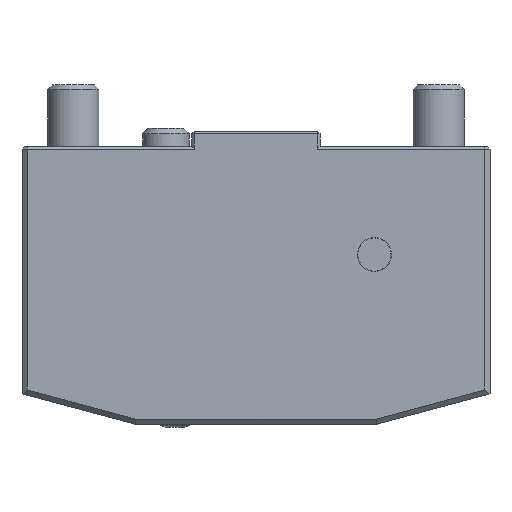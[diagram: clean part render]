
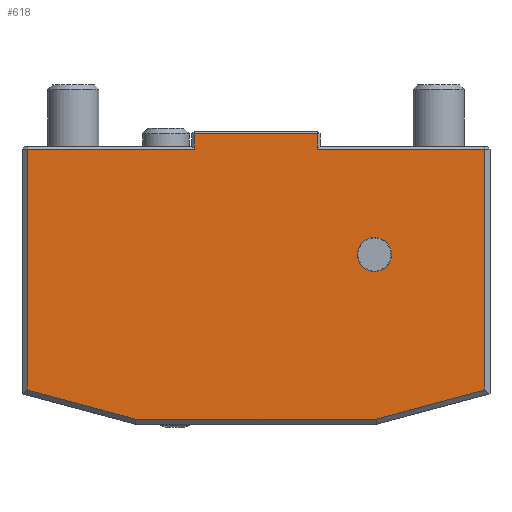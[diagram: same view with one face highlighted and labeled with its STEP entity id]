
A CAD part, left-side view. The second image highlights one B-rep face of the part: STEP entity #618.
In plain terms, the highlighted planar face has unit normal (-1, 0, 0).
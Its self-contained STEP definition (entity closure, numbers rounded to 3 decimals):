
#134=LINE('',#3567,#291);
#136=LINE('',#3571,#293);
#137=LINE('',#3573,#294);
#139=LINE('',#3577,#296);
#140=LINE('',#3579,#297);
#152=LINE('',#3609,#309);
#156=LINE('',#3617,#313);
#162=LINE('',#3629,#319);
#163=LINE('',#3631,#320);
#164=LINE('',#3633,#321);
#291=VECTOR('',#2714,1.);
#293=VECTOR('',#2718,1.);
#294=VECTOR('',#2721,1.);
#296=VECTOR('',#2725,1.);
#297=VECTOR('',#2728,1.);
#309=VECTOR('',#2764,1.);
#313=VECTOR('',#2770,1.);
#319=VECTOR('',#2782,1.);
#320=VECTOR('',#2783,1.);
#321=VECTOR('',#2784,1.);
#473=FACE_BOUND('',#984,.T.);
#474=FACE_BOUND('',#985,.T.);
#618=ADVANCED_FACE('',(#473,#474),#724,.F.);
#724=PLANE('',#2271);
#984=EDGE_LOOP('',(#1399));
#985=EDGE_LOOP('',(#1400,#1401,#1402,#1403,#1404,#1405,#1406,#1407,#1408,
#1409));
#1399=ORIENTED_EDGE('',*,*,#1911,.T.);
#1400=ORIENTED_EDGE('',*,*,#1910,.T.);
#1401=ORIENTED_EDGE('',*,*,#1909,.T.);
#1402=ORIENTED_EDGE('',*,*,#1924,.T.);
#1403=ORIENTED_EDGE('',*,*,#1934,.T.);
#1404=ORIENTED_EDGE('',*,*,#1935,.T.);
#1405=ORIENTED_EDGE('',*,*,#1936,.T.);
#1406=ORIENTED_EDGE('',*,*,#1928,.T.);
#1407=ORIENTED_EDGE('',*,*,#1907,.T.);
#1408=ORIENTED_EDGE('',*,*,#1906,.T.);
#1409=ORIENTED_EDGE('',*,*,#1904,.T.);
#1663=VERTEX_POINT('',#3487);
#1666=VERTEX_POINT('',#3499);
#1679=VERTEX_POINT('',#3544);
#1683=VERTEX_POINT('',#3553);
#1687=VERTEX_POINT('',#3570);
#1688=VERTEX_POINT('',#3576);
#1689=VERTEX_POINT('',#3582);
#1695=VERTEX_POINT('',#3610);
#1698=VERTEX_POINT('',#3618);
#1701=VERTEX_POINT('',#3630);
#1702=VERTEX_POINT('',#3632);
#1904=EDGE_CURVE('',#1663,#1666,#134,.T.);
#1906=EDGE_CURVE('',#1687,#1663,#136,.T.);
#1907=EDGE_CURVE('',#1683,#1687,#137,.T.);
#1909=EDGE_CURVE('',#1688,#1679,#139,.T.);
#1910=EDGE_CURVE('',#1666,#1688,#140,.T.);
#1911=EDGE_CURVE('',#1689,#1689,#2056,.T.);
#1924=EDGE_CURVE('',#1679,#1695,#152,.T.);
#1928=EDGE_CURVE('',#1698,#1683,#156,.T.);
#1934=EDGE_CURVE('',#1695,#1701,#162,.T.);
#1935=EDGE_CURVE('',#1701,#1702,#163,.T.);
#1936=EDGE_CURVE('',#1702,#1698,#164,.T.);
#2056=CIRCLE('',#2256,3.291);
#2256=AXIS2_PLACEMENT_3D('',#3581,#2731,#2732);
#2271=AXIS2_PLACEMENT_3D('',#3634,#2785,#2786);
#2714=DIRECTION('',(0.,1.,0.));
#2718=DIRECTION('',(0.,0.,1.));
#2721=DIRECTION('',(0.,1.,0.));
#2725=DIRECTION('',(0.,1.,0.));
#2728=DIRECTION('',(0.,0.,-1.));
#2731=DIRECTION('',(1.,0.,0.));
#2732=DIRECTION('',(0.,1.,0.));
#2764=DIRECTION('',(0.,0.,-1.));
#2770=DIRECTION('',(0.,0.,1.));
#2782=DIRECTION('',(0.,-0.966,-0.259));
#2783=DIRECTION('',(0.,-1.,0.));
#2784=DIRECTION('',(0.,-0.966,0.259));
#2785=DIRECTION('',(1.,0.,0.));
#2786=DIRECTION('',(0.,0.,-1.));
#3487=CARTESIAN_POINT('',(-61.961,-11.988,2.471));
#3499=CARTESIAN_POINT('',(-61.961,11.988,2.471));
#3544=CARTESIAN_POINT('',(-61.961,44.456,-0.526));
#3553=CARTESIAN_POINT('',(-61.961,-44.456,-0.526));
#3567=CARTESIAN_POINT('',(-61.961,12.488,2.471));
#3570=CARTESIAN_POINT('',(-61.961,-11.988,-0.526));
#3571=CARTESIAN_POINT('',(-61.961,-11.988,2.971));
#3573=CARTESIAN_POINT('',(-61.961,-12.488,-0.526));
#3576=CARTESIAN_POINT('',(-61.961,11.988,-0.526));
#3577=CARTESIAN_POINT('',(-61.961,44.456,-0.526));
#3579=CARTESIAN_POINT('',(-61.961,11.988,-0.026));
#3581=CARTESIAN_POINT('',(-61.961,-23.,-21.));
#3582=CARTESIAN_POINT('',(-61.961,-19.709,-21.));
#3609=CARTESIAN_POINT('',(-61.961,44.456,-48.083));
#3610=CARTESIAN_POINT('',(-61.961,44.456,-47.317));
#3617=CARTESIAN_POINT('',(-61.961,-44.456,-0.026));
#3618=CARTESIAN_POINT('',(-61.961,-44.456,-47.317));
#3629=CARTESIAN_POINT('',(-61.961,23.218,-53.007));
#3630=CARTESIAN_POINT('',(-61.961,23.345,-52.973));
#3631=CARTESIAN_POINT('',(-61.961,-23.477,-52.973));
#3632=CARTESIAN_POINT('',(-61.961,-23.345,-52.973));
#3633=CARTESIAN_POINT('',(-61.961,-45.196,-47.118));
#3634=CARTESIAN_POINT('',(-61.961,45.455,-0.026));
